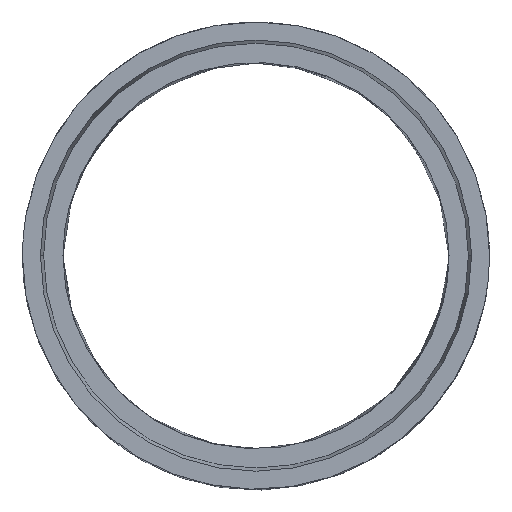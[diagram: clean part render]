
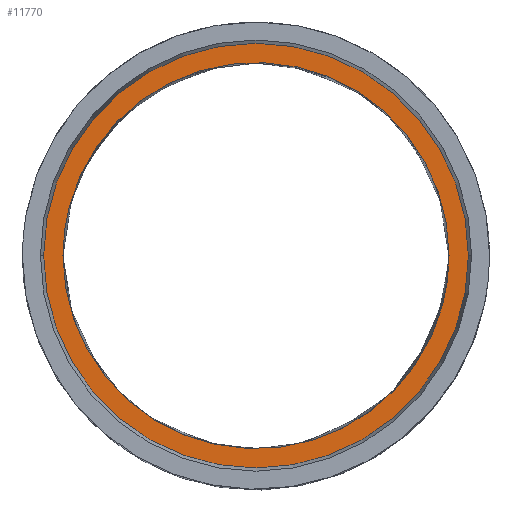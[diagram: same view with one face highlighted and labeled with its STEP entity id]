
A CAD part, top view. The second image highlights one B-rep face of the part: STEP entity #11770.
In plain terms, the highlighted planar face has unit normal (0, 0, 1).
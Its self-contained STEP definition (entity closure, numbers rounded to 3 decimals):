
#527 = CARTESIAN_POINT ( 'NONE',  ( 299.842, 11.918, 750. ) ) ;
#639 = CARTESIAN_POINT ( 'NONE',  ( 155.873, 268.391, 750. ) ) ;
#866 = CARTESIAN_POINT ( 'NONE',  ( 0., 0., 750. ) ) ;
#2039 = EDGE_CURVE ( 'NONE', #5165, #10720, #18147, .T. ) ;
#2092 = CARTESIAN_POINT ( 'NONE',  ( -300., -79.563, 750. ) ) ;
#2308 = CARTESIAN_POINT ( 'NONE',  ( 300., 0., 750. ) ) ;
#2402 = EDGE_CURVE ( 'NONE', #20430, #11655, #21070, .T. ) ;
#2507 = CARTESIAN_POINT ( 'NONE',  ( -300., 79.563, 750. ) ) ;
#3020 = PLANE ( 'NONE',  #21349 ) ;
#3400 = CARTESIAN_POINT ( 'NONE',  ( 297.966, -35.541, 750. ) ) ;
#3738 = CARTESIAN_POINT ( 'NONE',  ( -300., 0., 750. ) ) ;
#4076 = EDGE_CURVE ( 'NONE', #10720, #5165, #20244, .T. ) ;
#4371 = EDGE_CURVE ( 'NONE', #11655, #20430, #11883, .T. ) ;
#4410 = DIRECTION ( 'NONE',  ( 1., 0., 0. ) ) ;
#4566 = CARTESIAN_POINT ( 'NONE',  ( 300., 0., 750. ) ) ;
#4708 = DIRECTION ( 'NONE',  ( 1., 0., 0. ) ) ;
#4944 = ORIENTED_EDGE ( 'NONE', *, *, #4076, .T. ) ;
#5165 = VERTEX_POINT ( 'NONE', #6821 ) ;
#5420 = ORIENTED_EDGE ( 'NONE', *, *, #4371, .F. ) ;
#5813 = CARTESIAN_POINT ( 'NONE',  ( -79.563, 300., 750. ) ) ;
#6168 = AXIS2_PLACEMENT_3D ( 'NONE', #866, #12668, #4708 ) ;
#6704 = CARTESIAN_POINT ( 'NONE',  ( 155.873, -268.391, 750. ) ) ;
#6821 = CARTESIAN_POINT ( 'NONE',  ( 330., 0., 750. ) ) ;
#7081 = CARTESIAN_POINT ( 'NONE',  ( -330., 0., 750. ) ) ;
#7365 = CARTESIAN_POINT ( 'NONE',  ( -300., 0., 750. ) ) ;
#7578 = CARTESIAN_POINT ( 'NONE',  ( -268.391, 155.873, 750. ) ) ;
#7773 = FACE_OUTER_BOUND ( 'NONE', #8027, .T. ) ;
#7942 = CARTESIAN_POINT ( 'NONE',  ( 0., 0., 750. ) ) ;
#8027 = EDGE_LOOP ( 'NONE', ( #20257, #4944 ) ) ;
#8365 = CARTESIAN_POINT ( 'NONE',  ( -79.563, -300., 750. ) ) ;
#8821 = CARTESIAN_POINT ( 'NONE',  ( -155.873, -268.391, 750. ) ) ;
#8930 = CARTESIAN_POINT ( 'NONE',  ( 300., -3.978, 750. ) ) ;
#9025 = CARTESIAN_POINT ( 'NONE',  ( 79.563, 300., 750. ) ) ;
#9240 = CARTESIAN_POINT ( 'NONE',  ( 257.139, 167.125, 750. ) ) ;
#9702 = CARTESIAN_POINT ( 'NONE',  ( -300., 0., 750. ) ) ;
#9757 = DIRECTION ( 'NONE',  ( -1., 0., 0. ) ) ;
#10418 = AXIS2_PLACEMENT_3D ( 'NONE', #7942, #17986, #4410 ) ;
#10720 = VERTEX_POINT ( 'NONE', #7081 ) ;
#10893 = CARTESIAN_POINT ( 'NONE',  ( 297.966, 35.541, 750. ) ) ;
#11655 = VERTEX_POINT ( 'NONE', #9702 ) ;
#11770 = ADVANCED_FACE ( 'NONE', ( #7773, #19692 ), #3020, .F. ) ;
#11789 = CARTESIAN_POINT ( 'NONE',  ( 288.197, -105.67, 750. ) ) ;
#11883 = B_SPLINE_CURVE_WITH_KNOTS ( 'NONE', 3,
 ( #3738, #2092, #15332, #8821, #8365, #21834, #6704, #13446, #11789, #3400, #16868, #17427, #8930, #2308 ),
 .UNSPECIFIED., .F., .F.,
 ( 4, 2, 2, 2, 1, 1, 1, 1, 4 ),
 ( 0.938, 1.172, 1.407, 1.641, 1.829, 1.84, 1.852, 1.864, 1.876 ),
 .UNSPECIFIED. ) ;
#12653 = CARTESIAN_POINT ( 'NONE',  ( 288.197, 105.67, 750. ) ) ;
#12668 = DIRECTION ( 'NONE',  ( 0., 0., 1. ) ) ;
#13170 = DIRECTION ( 'NONE',  ( 0., 0., -1. ) ) ;
#13446 = CARTESIAN_POINT ( 'NONE',  ( 257.139, -167.125, 750. ) ) ;
#15332 = CARTESIAN_POINT ( 'NONE',  ( -268.391, -155.873, 750. ) ) ;
#15651 = CARTESIAN_POINT ( 'NONE',  ( 300., 3.978, 750. ) ) ;
#15905 = EDGE_LOOP ( 'NONE', ( #20435, #5420 ) ) ;
#16868 = CARTESIAN_POINT ( 'NONE',  ( 299.136, -23.767, 750. ) ) ;
#17195 = CARTESIAN_POINT ( 'NONE',  ( 300., 0., 750. ) ) ;
#17226 = CARTESIAN_POINT ( 'NONE',  ( 300., 0., 750. ) ) ;
#17427 = CARTESIAN_POINT ( 'NONE',  ( 299.842, -11.918, 750. ) ) ;
#17986 = DIRECTION ( 'NONE',  ( 0., 0., 1. ) ) ;
#18147 = CIRCLE ( 'NONE', #6168, 330. ) ;
#19692 = FACE_BOUND ( 'NONE', #15905, .T. ) ;
#20244 = CIRCLE ( 'NONE', #10418, 330. ) ;
#20257 = ORIENTED_EDGE ( 'NONE', *, *, #2039, .T. ) ;
#20430 = VERTEX_POINT ( 'NONE', #17226 ) ;
#20435 = ORIENTED_EDGE ( 'NONE', *, *, #2402, .F. ) ;
#20831 = CARTESIAN_POINT ( 'NONE',  ( -155.873, 268.391, 750. ) ) ;
#20937 = CARTESIAN_POINT ( 'NONE',  ( 299.136, 23.767, 750. ) ) ;
#21070 = B_SPLINE_CURVE_WITH_KNOTS ( 'NONE', 3,
 ( #17195, #15651, #527, #20937, #10893, #12653, #9240, #639, #9025, #5813, #20831, #7578, #2507, #7365 ),
 .UNSPECIFIED., .F., .F.,
 ( 4, 1, 1, 1, 1, 2, 2, 2, 4 ),
 ( 0., 0.012, 0.023, 0.035, 0.047, 0.234, 0.469, 0.703, 0.938 ),
 .UNSPECIFIED. ) ;
#21349 = AXIS2_PLACEMENT_3D ( 'NONE', #4566, #13170, #9757 ) ;
#21834 = CARTESIAN_POINT ( 'NONE',  ( 79.563, -300., 750. ) ) ;
